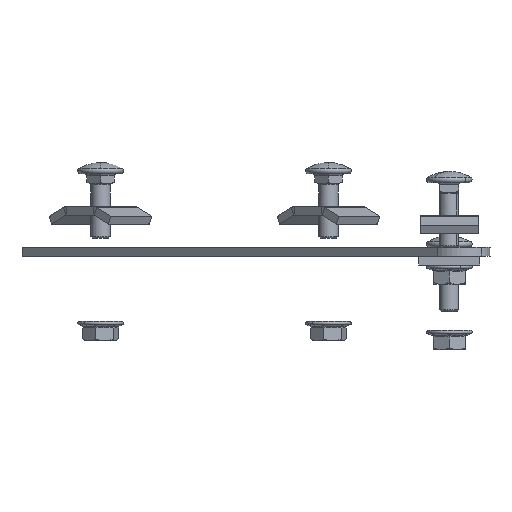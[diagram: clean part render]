
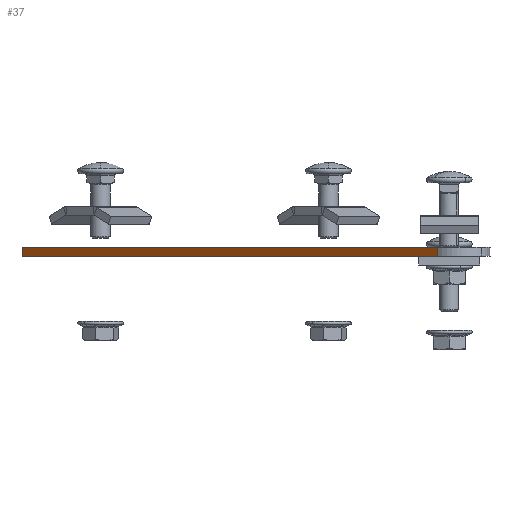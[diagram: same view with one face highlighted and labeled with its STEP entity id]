
A CAD part, left-side view. The second image highlights one B-rep face of the part: STEP entity #37.
In plain terms, the highlighted face is planar.
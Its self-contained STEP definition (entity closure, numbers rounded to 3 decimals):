
#37 = ADVANCED_FACE ( 'NONE', ( #2713 ), #819, .T. ) ;
#48 = EDGE_CURVE ( 'NONE', #3529, #1853, #780, .T. ) ;
#401 = EDGE_CURVE ( 'NONE', #1126, #3901, #2999, .T. ) ;
#473 = DIRECTION ( 'NONE',  ( 0., 0., -1. ) ) ;
#570 = DIRECTION ( 'NONE',  ( 1., 0., 0. ) ) ;
#711 = CARTESIAN_POINT ( 'NONE',  ( 0., 0., -2.75 ) ) ;
#780 = LINE ( 'NONE', #2031, #2912 ) ;
#819 = PLANE ( 'NONE',  #2164 ) ;
#834 = LINE ( 'NONE', #3337, #3954 ) ;
#868 = CARTESIAN_POINT ( 'NONE',  ( 182.5, 0., -2.75 ) ) ;
#884 = DIRECTION ( 'NONE',  ( 0., 0., 1. ) ) ;
#900 = CARTESIAN_POINT ( 'NONE',  ( 0., 0., -2.75 ) ) ;
#1126 = VERTEX_POINT ( 'NONE', #711 ) ;
#1281 = EDGE_LOOP ( 'NONE', ( #2988, #2017, #3858, #2080 ) ) ;
#1721 = DIRECTION ( 'NONE',  ( 0., 0., 1. ) ) ;
#1815 = DIRECTION ( 'NONE',  ( 1., 0., 0. ) ) ;
#1853 = VERTEX_POINT ( 'NONE', #2101 ) ;
#2017 = ORIENTED_EDGE ( 'NONE', *, *, #401, .F. ) ;
#2031 = CARTESIAN_POINT ( 'NONE',  ( 182.5, 0., -2.75 ) ) ;
#2041 = VECTOR ( 'NONE', #570, 1000. ) ;
#2080 = ORIENTED_EDGE ( 'NONE', *, *, #48, .T. ) ;
#2087 = CARTESIAN_POINT ( 'NONE',  ( 0., 0., -2.75 ) ) ;
#2101 = CARTESIAN_POINT ( 'NONE',  ( 182.5, 0., 0. ) ) ;
#2148 = CARTESIAN_POINT ( 'NONE',  ( 0., 0., -2.75 ) ) ;
#2164 = AXIS2_PLACEMENT_3D ( 'NONE', #2148, #3561, #473 ) ;
#2713 = FACE_OUTER_BOUND ( 'NONE', #1281, .T. ) ;
#2745 = LINE ( 'NONE', #2087, #2041 ) ;
#2912 = VECTOR ( 'NONE', #1721, 1000. ) ;
#2988 = ORIENTED_EDGE ( 'NONE', *, *, #3536, .F. ) ;
#2999 = LINE ( 'NONE', #900, #3441 ) ;
#3337 = CARTESIAN_POINT ( 'NONE',  ( 0., 0., 0. ) ) ;
#3441 = VECTOR ( 'NONE', #884, 1000. ) ;
#3526 = EDGE_CURVE ( 'NONE', #1126, #3529, #2745, .T. ) ;
#3529 = VERTEX_POINT ( 'NONE', #868 ) ;
#3536 = EDGE_CURVE ( 'NONE', #3901, #1853, #834, .T. ) ;
#3561 = DIRECTION ( 'NONE',  ( 0., -1., 0. ) ) ;
#3627 = CARTESIAN_POINT ( 'NONE',  ( 0., 0., 0. ) ) ;
#3858 = ORIENTED_EDGE ( 'NONE', *, *, #3526, .T. ) ;
#3901 = VERTEX_POINT ( 'NONE', #3627 ) ;
#3954 = VECTOR ( 'NONE', #1815, 1000. ) ;
